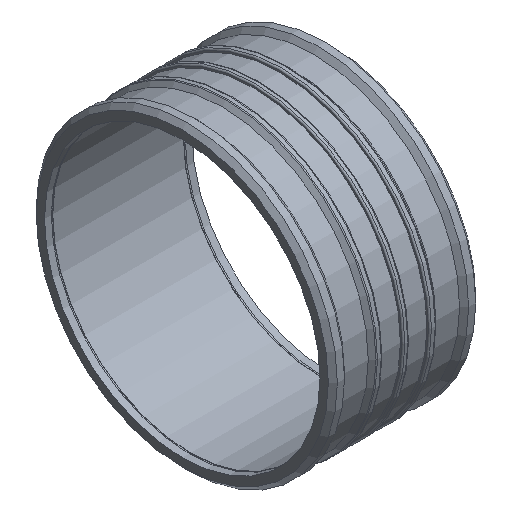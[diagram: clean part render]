
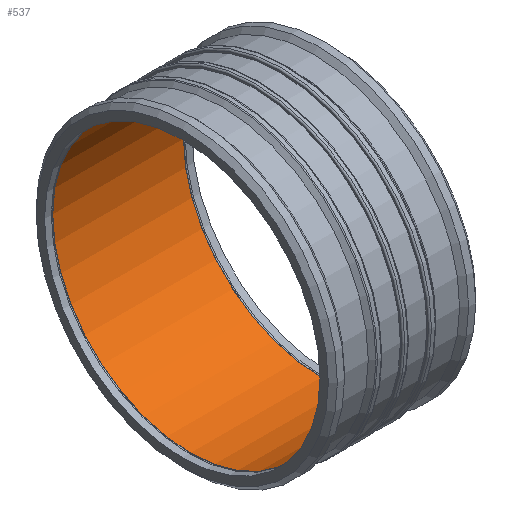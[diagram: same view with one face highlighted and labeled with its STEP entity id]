
A CAD part, isometric view. The second image highlights one B-rep face of the part: STEP entity #537.
In plain terms, the highlighted cylindrical face has radius 355 mm (diameter 710 mm), a full revolution.
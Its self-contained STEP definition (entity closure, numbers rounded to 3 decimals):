
#45=CYLINDRICAL_SURFACE('',#630,355.);
#87=FACE_BOUND('',#230,.T.);
#141=FACE_OUTER_BOUND('',#229,.T.);
#229=EDGE_LOOP('',(#471));
#230=EDGE_LOOP('',(#472));
#279=CIRCLE('',#629,355.);
#280=CIRCLE('',#631,355.);
#325=VERTEX_POINT('',#1030);
#326=VERTEX_POINT('',#1033);
#375=EDGE_CURVE('',#325,#325,#279,.T.);
#376=EDGE_CURVE('',#326,#326,#280,.T.);
#471=ORIENTED_EDGE('',*,*,#375,.T.);
#472=ORIENTED_EDGE('',*,*,#376,.F.);
#537=ADVANCED_FACE('',(#141,#87),#45,.F.);
#629=AXIS2_PLACEMENT_3D('',#1031,#811,#812);
#630=AXIS2_PLACEMENT_3D('',#1032,#813,#814);
#631=AXIS2_PLACEMENT_3D('',#1034,#815,#816);
#811=DIRECTION('center_axis',(1.,0.,0.));
#812=DIRECTION('ref_axis',(0.,0.,-1.));
#813=DIRECTION('center_axis',(1.,0.,0.));
#814=DIRECTION('ref_axis',(0.,1.,0.));
#815=DIRECTION('center_axis',(1.,0.,0.));
#816=DIRECTION('ref_axis',(0.,0.,-1.));
#1030=CARTESIAN_POINT('',(168.844,355.,0.));
#1031=CARTESIAN_POINT('Origin',(168.844,0.,0.));
#1032=CARTESIAN_POINT('Origin',(-84.422,0.,
0.));
#1033=CARTESIAN_POINT('',(-168.844,355.,0.));
#1034=CARTESIAN_POINT('Origin',(-168.844,0.,
0.));
